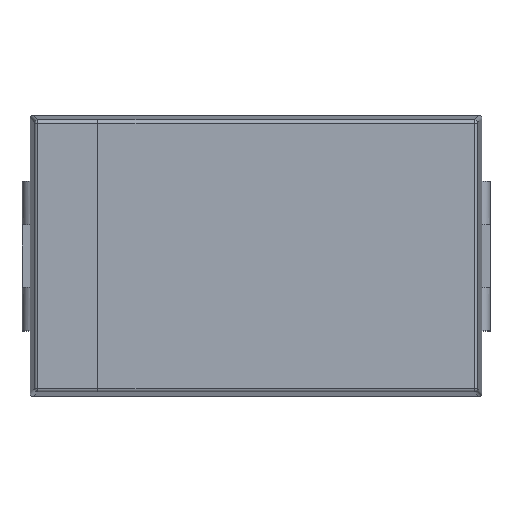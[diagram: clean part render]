
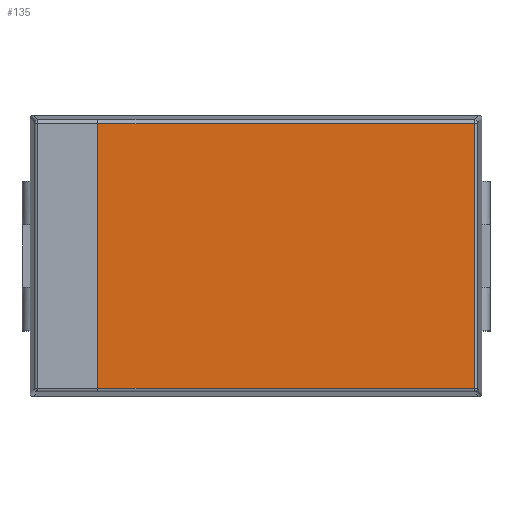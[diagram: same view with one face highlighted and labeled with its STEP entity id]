
A CAD part, top view. The second image highlights one B-rep face of the part: STEP entity #135.
In plain terms, the highlighted planar face has unit normal (0, 0, 1).
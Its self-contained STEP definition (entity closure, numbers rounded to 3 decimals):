
#135=ADVANCED_FACE('',(#977),#979,.T.);
#977=FACE_BOUND('',#978,.T.);
#978=EDGE_LOOP('',(#1847,#1848,#1849,#1850));
#979=PLANE('',#980);
#980=AXIS2_PLACEMENT_3D('',#981,#982,#983);
#981=CARTESIAN_POINT('',(0.,0.,3.));
#982=DIRECTION('',(0.,0.,1.));
#983=DIRECTION('',(1.,0.,0.));
#1847=ORIENTED_EDGE('',*,*,#2284,.T.);
#1848=ORIENTED_EDGE('',*,*,#2300,.T.);
#1849=ORIENTED_EDGE('',*,*,#2292,.T.);
#1850=ORIENTED_EDGE('',*,*,#2301,.T.);
#2284=EDGE_CURVE('',#2514,#2519,#2521,.T.);
#2292=EDGE_CURVE('',#2535,#2527,#2536,.T.);
#2300=EDGE_CURVE('',#2519,#2535,#2548,.T.);
#2301=EDGE_CURVE('',#2527,#2514,#2549,.T.);
#2514=VERTEX_POINT('',#2899);
#2519=VERTEX_POINT('',#2909);
#2521=LINE('',#2914,#2915);
#2527=VERTEX_POINT('',#2929);
#2535=VERTEX_POINT('',#2947);
#2536=LINE('',#2948,#2949);
#2548=LINE('',#2979,#2980);
#2549=LINE('',#2982,#2983);
#2899=CARTESIAN_POINT('',(-2.533,-2.128,3.));
#2909=CARTESIAN_POINT('',(3.498,-2.128,3.));
#2914=CARTESIAN_POINT('',(-2.533,-2.128,3.));
#2915=VECTOR('',#2916,1.);
#2916=DIRECTION('',(1.,0.,0.));
#2929=CARTESIAN_POINT('',(-2.533,2.128,3.));
#2947=CARTESIAN_POINT('',(3.498,2.128,3.));
#2948=CARTESIAN_POINT('',(3.498,2.128,3.));
#2949=VECTOR('',#2950,1.);
#2950=DIRECTION('',(-1.,0.,0.));
#2979=CARTESIAN_POINT('',(3.498,-2.128,3.));
#2980=VECTOR('',#2981,1.);
#2981=DIRECTION('',(0.,1.,0.));
#2982=CARTESIAN_POINT('',(-2.533,2.128,3.));
#2983=VECTOR('',#2984,1.);
#2984=DIRECTION('',(0.,-1.,0.));
